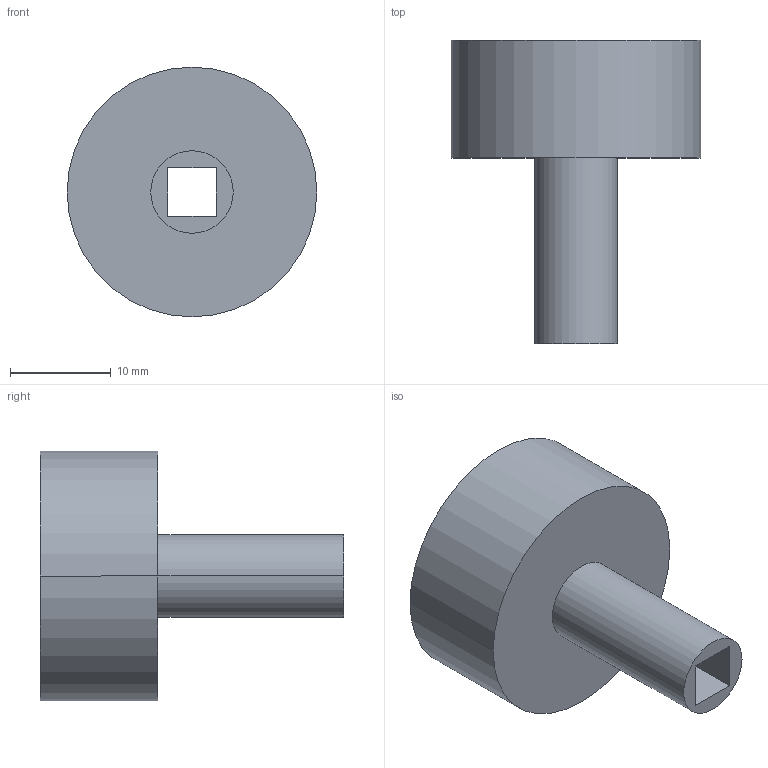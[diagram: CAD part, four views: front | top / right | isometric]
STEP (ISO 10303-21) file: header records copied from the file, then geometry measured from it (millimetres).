
FILE_DESCRIPTION(/* description */ (''),/* implementation_level */ '2;1');
FILE_NAME(/* name */ 'Sensor-holder_bigger2',/* time_stamp */ '2025-07-08T21:02:47+02:00',/* author */ (''),/* organization */ (''),/* preprocessor_version */ 'ST-DEVELOPER v19.2',/* originating_system */ 'Rhino 8.21',/* authorisation */ '');
FILE_SCHEMA (('CONFIG_CONTROL_DESIGN'));
Length unit declared in the file: millimetre
Products named in the file (1): Document
Bounding box: 24.84 x 30.17 x 24.84 mm (x, y, z)
Volume: 5699.9 mm3; surface area: 2942.3 mm2
Topology: 1 solids, 1 shells, 16 faces, 34 edges, 22 vertices
Faces by surface type: plane 8, cylinder 6, bspline 2
Entity records: 536 total; most frequent: CARTESIAN_POINT 140, ORIENTED_EDGE 68, DIRECTION 46, EDGE_CURVE 34, AXIS2_PLACEMENT_3D 30, VERTEX_POINT 22, EDGE_LOOP 20, ADVANCED_FACE 16
